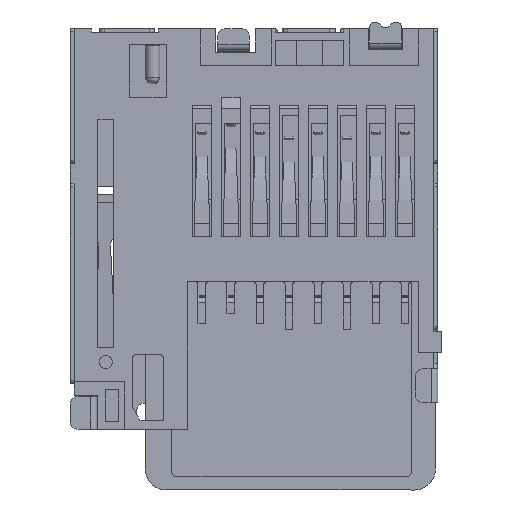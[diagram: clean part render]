
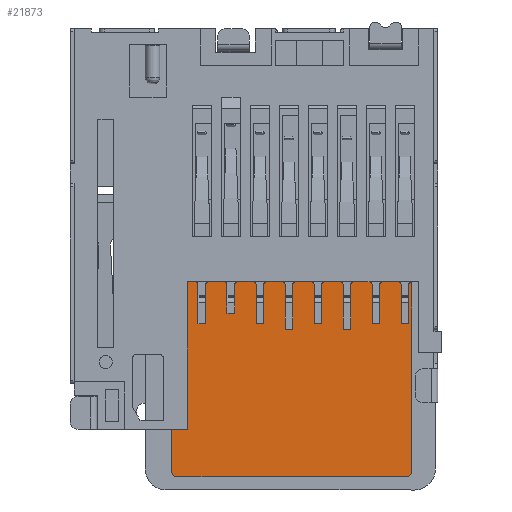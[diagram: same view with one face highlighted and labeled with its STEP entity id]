
A CAD part, front view. The second image highlights one B-rep face of the part: STEP entity #21873.
In plain terms, the highlighted face is planar.
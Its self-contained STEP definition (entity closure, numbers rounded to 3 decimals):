
#847=CIRCLE('',#23510,0.2);
#848=CIRCLE('',#23513,0.2);
#849=CIRCLE('',#23516,0.2);
#850=CIRCLE('',#23519,0.2);
#851=CIRCLE('',#23522,0.2);
#1753=FACE_OUTER_BOUND('',#2986,.T.);
#2986=EDGE_LOOP('',(#18675,#18676,#18677,#18678,#18679,#18680,#18681,#18682,
#18683,#18684));
#5078=LINE('',#34514,#7759);
#5082=LINE('',#34523,#7763);
#5085=LINE('',#34531,#7766);
#5088=LINE('',#34539,#7769);
#5091=LINE('',#34547,#7772);
#7759=VECTOR('',#28188,1.);
#7763=VECTOR('',#28198,1.);
#7766=VECTOR('',#28207,1.);
#7769=VECTOR('',#28216,1.);
#7772=VECTOR('',#28225,1.);
#10085=VERTEX_POINT('',#34511);
#10086=VERTEX_POINT('',#34513);
#10087=VERTEX_POINT('',#34517);
#10088=VERTEX_POINT('',#34521);
#10089=VERTEX_POINT('',#34525);
#10090=VERTEX_POINT('',#34529);
#10091=VERTEX_POINT('',#34533);
#10092=VERTEX_POINT('',#34537);
#10093=VERTEX_POINT('',#34541);
#10094=VERTEX_POINT('',#34545);
#12917=EDGE_CURVE('',#10086,#10085,#5078,.T.);
#12920=EDGE_CURVE('',#10085,#10087,#847,.T.);
#12922=EDGE_CURVE('',#10088,#10087,#5082,.T.);
#12924=EDGE_CURVE('',#10089,#10088,#848,.T.);
#12926=EDGE_CURVE('',#10090,#10089,#5085,.T.);
#12928=EDGE_CURVE('',#10091,#10090,#849,.T.);
#12930=EDGE_CURVE('',#10092,#10091,#5088,.T.);
#12932=EDGE_CURVE('',#10093,#10092,#850,.T.);
#12934=EDGE_CURVE('',#10094,#10093,#5091,.T.);
#12935=EDGE_CURVE('',#10086,#10094,#851,.T.);
#18675=ORIENTED_EDGE('',*,*,#12934,.F.);
#18676=ORIENTED_EDGE('',*,*,#12935,.F.);
#18677=ORIENTED_EDGE('',*,*,#12917,.T.);
#18678=ORIENTED_EDGE('',*,*,#12920,.T.);
#18679=ORIENTED_EDGE('',*,*,#12922,.F.);
#18680=ORIENTED_EDGE('',*,*,#12924,.F.);
#18681=ORIENTED_EDGE('',*,*,#12926,.F.);
#18682=ORIENTED_EDGE('',*,*,#12928,.F.);
#18683=ORIENTED_EDGE('',*,*,#12930,.F.);
#18684=ORIENTED_EDGE('',*,*,#12932,.F.);
#20718=PLANE('',#23561);
#21873=ADVANCED_FACE('',(#1753),#20718,.T.);
#23510=AXIS2_PLACEMENT_3D('',#34519,#28193,#28194);
#23513=AXIS2_PLACEMENT_3D('',#34527,#28202,#28203);
#23516=AXIS2_PLACEMENT_3D('',#34535,#28211,#28212);
#23519=AXIS2_PLACEMENT_3D('',#34543,#28220,#28221);
#23522=AXIS2_PLACEMENT_3D('',#34549,#28228,#28229);
#23561=AXIS2_PLACEMENT_3D('',#35141,#28599,#28600);
#28188=DIRECTION('',(1.,0.,0.));
#28193=DIRECTION('center_axis',(0.,0.,-1.));
#28194=DIRECTION('ref_axis',(-1.,0.,0.));
#28198=DIRECTION('',(-0.707,0.707,0.));
#28202=DIRECTION('center_axis',(0.,0.,1.));
#28203=DIRECTION('ref_axis',(1.,0.,0.));
#28207=DIRECTION('',(0.,1.,0.));
#28211=DIRECTION('center_axis',(0.,0.,1.));
#28212=DIRECTION('ref_axis',(-1.,0.,0.));
#28216=DIRECTION('',(1.,0.,0.));
#28220=DIRECTION('center_axis',(0.,0.,1.));
#28221=DIRECTION('ref_axis',(1.,0.,0.));
#28225=DIRECTION('',(0.,-1.,0.));
#28228=DIRECTION('center_axis',(0.,0.,1.));
#28229=DIRECTION('ref_axis',(1.,0.,0.));
#28599=DIRECTION('center_axis',(0.,0.,-1.));
#28600=DIRECTION('ref_axis',(-1.,0.,0.));
#34511=CARTESIAN_POINT('',(47.927,-1.923,-0.13));
#34513=CARTESIAN_POINT('',(39.975,-1.923,-0.13));
#34514=CARTESIAN_POINT('',(0.,-1.923,-0.13));
#34517=CARTESIAN_POINT('',(48.068,-1.981,-0.13));
#34519=CARTESIAN_POINT('Origin',(47.927,-2.123,-0.13));
#34521=CARTESIAN_POINT('',(48.816,-2.73,-0.13));
#34523=CARTESIAN_POINT('',(0.,46.087,-0.13));
#34525=CARTESIAN_POINT('',(48.875,-2.871,-0.13));
#34527=CARTESIAN_POINT('Origin',(48.675,-2.871,-0.13));
#34529=CARTESIAN_POINT('',(48.875,-10.723,-0.13));
#34531=CARTESIAN_POINT('',(48.875,0.,-0.13));
#34533=CARTESIAN_POINT('',(48.675,-10.923,-0.13));
#34535=CARTESIAN_POINT('Origin',(48.675,-10.723,-0.13));
#34537=CARTESIAN_POINT('',(39.975,-10.923,-0.13));
#34539=CARTESIAN_POINT('',(0.,-10.923,-0.13));
#34541=CARTESIAN_POINT('',(39.775,-10.723,-0.13));
#34543=CARTESIAN_POINT('Origin',(39.975,-10.723,-0.13));
#34545=CARTESIAN_POINT('',(39.775,-2.123,-0.13));
#34547=CARTESIAN_POINT('',(39.775,0.,-0.13));
#34549=CARTESIAN_POINT('Origin',(39.975,-2.123,-0.13));
#35141=CARTESIAN_POINT('Origin',(48.875,-10.923,-0.13));
